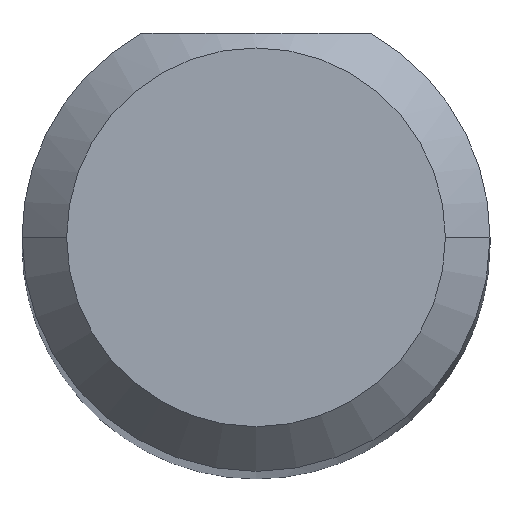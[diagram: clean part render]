
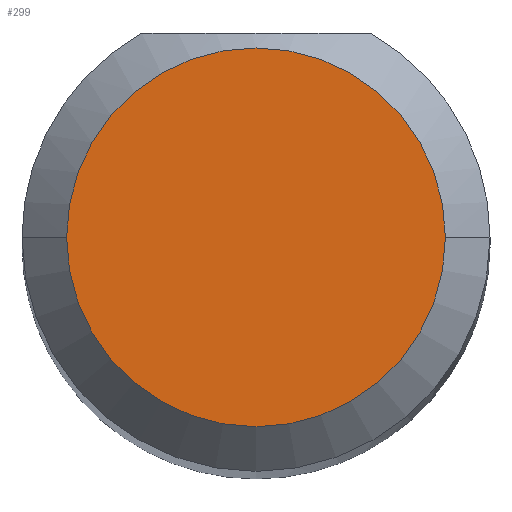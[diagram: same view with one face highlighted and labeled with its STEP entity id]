
A CAD part, top view. The second image highlights one B-rep face of the part: STEP entity #299.
In plain terms, the highlighted planar face has unit normal (0, 0, 1).
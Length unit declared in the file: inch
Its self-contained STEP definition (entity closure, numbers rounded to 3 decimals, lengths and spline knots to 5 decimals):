
#18 = EDGE_CURVE ( 'NONE', #75, #530, #497, .T. ) ;
#32 = CARTESIAN_POINT ( 'NONE',  ( 0., 0., 1.9685 ) ) ;
#45 = AXIS2_PLACEMENT_3D ( 'NONE', #32, #190, #319 ) ;
#53 = AXIS2_PLACEMENT_3D ( 'NONE', #364, #404, #326 ) ;
#54 = PLANE ( 'NONE',  #352 ) ;
#63 = FACE_OUTER_BOUND ( 'NONE', #423, .T. ) ;
#75 = VERTEX_POINT ( 'NONE', #119 ) ;
#108 = ORIENTED_EDGE ( 'NONE', *, *, #495, .T. ) ;
#118 = CARTESIAN_POINT ( 'NONE',  ( -0.06374, 0., 1.9685 ) ) ;
#119 = CARTESIAN_POINT ( 'NONE',  ( 0.06374, 0., 1.9685 ) ) ;
#181 = CIRCLE ( 'NONE', #45, 0.06374 ) ;
#190 = DIRECTION ( 'NONE',  ( 0., 0., 1. ) ) ;
#222 = CARTESIAN_POINT ( 'NONE',  ( 0., 0., 1.9685 ) ) ;
#281 = ORIENTED_EDGE ( 'NONE', *, *, #18, .T. ) ;
#296 = DIRECTION ( 'NONE',  ( 1., 0., 0. ) ) ;
#299 = ADVANCED_FACE ( 'NONE', ( #63 ), #54, .T. ) ;
#319 = DIRECTION ( 'NONE',  ( 1., 0., 0. ) ) ;
#326 = DIRECTION ( 'NONE',  ( 1., 0., 0. ) ) ;
#352 = AXIS2_PLACEMENT_3D ( 'NONE', #222, #502, #296 ) ;
#364 = CARTESIAN_POINT ( 'NONE',  ( 0., 0., 1.9685 ) ) ;
#404 = DIRECTION ( 'NONE',  ( 0., 0., 1. ) ) ;
#423 = EDGE_LOOP ( 'NONE', ( #108, #281 ) ) ;
#495 = EDGE_CURVE ( 'NONE', #530, #75, #181, .T. ) ;
#497 = CIRCLE ( 'NONE', #53, 0.06374 ) ;
#502 = DIRECTION ( 'NONE',  ( 0., 0., 1. ) ) ;
#530 = VERTEX_POINT ( 'NONE', #118 ) ;
